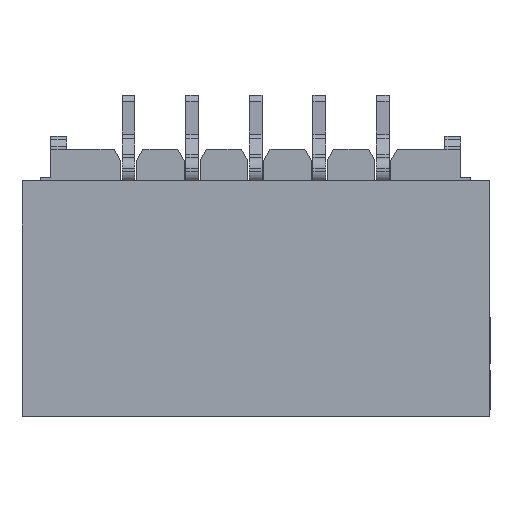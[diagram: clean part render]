
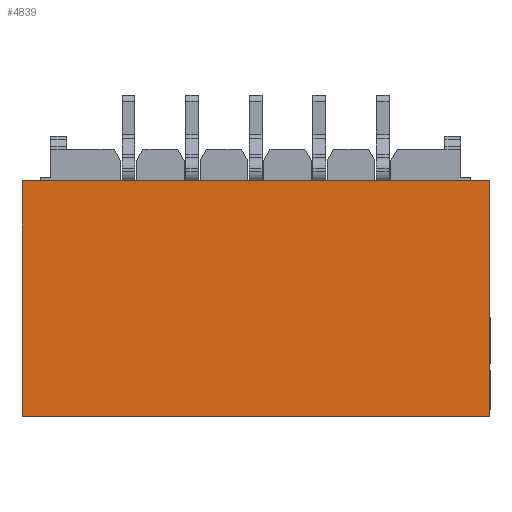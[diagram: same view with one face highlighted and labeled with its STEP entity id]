
A CAD part, top view. The second image highlights one B-rep face of the part: STEP entity #4839.
In plain terms, the highlighted planar face has unit normal (0, 0, 1).
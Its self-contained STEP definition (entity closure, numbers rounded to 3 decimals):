
#789 = DIRECTION ( 'NONE',  ( 0., 0., -1. ) ) ;
#2027 = AXIS2_PLACEMENT_3D ( 'NONE', #2606, #789, #7739 ) ;
#2056 = EDGE_CURVE ( 'NONE', #9190, #8794, #14435, .T. ) ;
#2606 = CARTESIAN_POINT ( 'NONE',  ( -3.675, -2.525, 3.38 ) ) ;
#3077 = ORIENTED_EDGE ( 'NONE', *, *, #20588, .T. ) ;
#3824 = ORIENTED_EDGE ( 'NONE', *, *, #22374, .F. ) ;
#4839 = ADVANCED_FACE ( 'NONE', ( #11860 ), #16931, .F. ) ;
#5051 = EDGE_LOOP ( 'NONE', ( #3077, #20955, #9523, #3824 ) ) ;
#6329 = CARTESIAN_POINT ( 'NONE',  ( -3.675, -2.525, 3.38 ) ) ;
#6792 = LINE ( 'NONE', #6329, #15513 ) ;
#7739 = DIRECTION ( 'NONE',  ( 0., 1., 0. ) ) ;
#8794 = VERTEX_POINT ( 'NONE', #17192 ) ;
#9190 = VERTEX_POINT ( 'NONE', #9361 ) ;
#9361 = CARTESIAN_POINT ( 'NONE',  ( -3.675, 1.175, 3.38 ) ) ;
#9523 = ORIENTED_EDGE ( 'NONE', *, *, #20411, .F. ) ;
#10318 = VECTOR ( 'NONE', #12979, 1000. ) ;
#10854 = VERTEX_POINT ( 'NONE', #12601 ) ;
#11667 = LINE ( 'NONE', #16973, #21619 ) ;
#11860 = FACE_OUTER_BOUND ( 'NONE', #5051, .T. ) ;
#12568 = DIRECTION ( 'NONE',  ( 0., 1., 0. ) ) ;
#12601 = CARTESIAN_POINT ( 'NONE',  ( 3.675, -2.525, 3.38 ) ) ;
#12979 = DIRECTION ( 'NONE',  ( 1., 0., 0. ) ) ;
#14239 = VECTOR ( 'NONE', #12568, 1000. ) ;
#14435 = LINE ( 'NONE', #21855, #10318 ) ;
#15513 = VECTOR ( 'NONE', #23310, 1000. ) ;
#16305 = CARTESIAN_POINT ( 'NONE',  ( -3.675, -2.525, 3.38 ) ) ;
#16931 = PLANE ( 'NONE',  #2027 ) ;
#16973 = CARTESIAN_POINT ( 'NONE',  ( -3.675, -2.525, 3.38 ) ) ;
#17192 = CARTESIAN_POINT ( 'NONE',  ( 3.675, 1.175, 3.38 ) ) ;
#18015 = LINE ( 'NONE', #21135, #14239 ) ;
#18911 = VERTEX_POINT ( 'NONE', #16305 ) ;
#20411 = EDGE_CURVE ( 'NONE', #18911, #9190, #11667, .T. ) ;
#20588 = EDGE_CURVE ( 'NONE', #10854, #8794, #18015, .T. ) ;
#20955 = ORIENTED_EDGE ( 'NONE', *, *, #2056, .F. ) ;
#21135 = CARTESIAN_POINT ( 'NONE',  ( 3.675, -2.525, 3.38 ) ) ;
#21619 = VECTOR ( 'NONE', #22475, 1000. ) ;
#21855 = CARTESIAN_POINT ( 'NONE',  ( -2.125, 1.175, 3.38 ) ) ;
#22374 = EDGE_CURVE ( 'NONE', #10854, #18911, #6792, .T. ) ;
#22475 = DIRECTION ( 'NONE',  ( 0., 1., 0. ) ) ;
#23310 = DIRECTION ( 'NONE',  ( -1., 0., 0. ) ) ;
